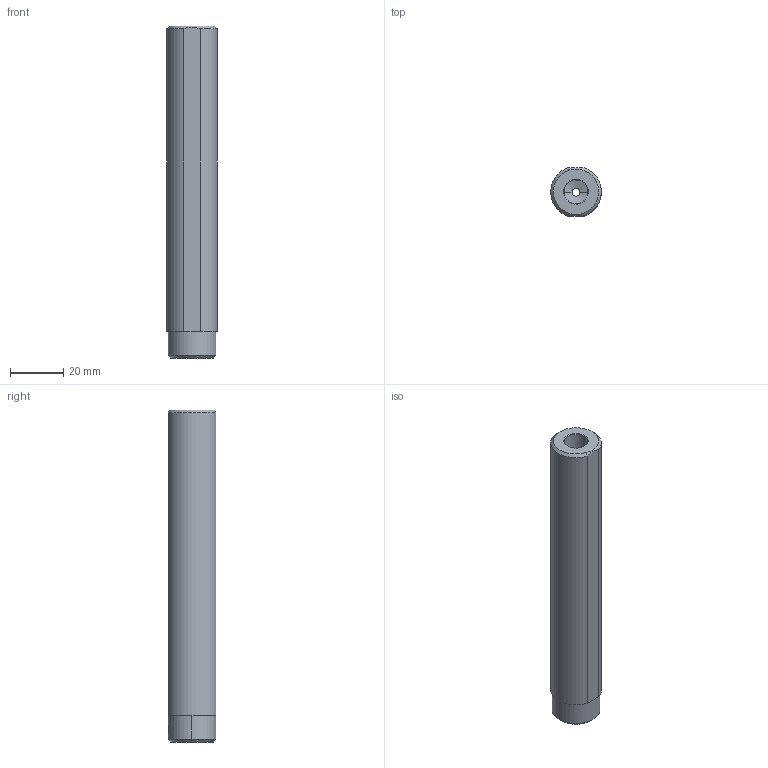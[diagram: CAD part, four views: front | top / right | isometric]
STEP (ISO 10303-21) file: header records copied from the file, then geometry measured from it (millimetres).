
FILE_DESCRIPTION(/* description */ (''),/* implementation_level */ '2;1');
FILE_NAME(/* name */ 'RBH19030N.stp',/* time_stamp */ '2022-02-03T10:27:53+09:00',/* author */ (''),/* organization */ (''),/* preprocessor_version */ 'ST-DEVELOPER v16',/* originating_system */ 'SIEMENS PLM Software NX 10.0',/* authorisation */ '');
FILE_SCHEMA (('AUTOMOTIVE_DESIGN { 1 0 10303 214 3 1 1 1 }'));
Length unit declared in the file: millimetre
Products named in the file (1): RBH19030N_ASM
Bounding box: 19.02 x 18 x 125 mm (x, y, z)
Volume: 28478.8 mm3; surface area: 11354.5 mm2
Topology: 4 solids, 4 shells, 87 faces, 205 edges, 132 vertices
Faces by surface type: cone 34, plane 33, cylinder 20
Entity records: 2865 total; most frequent: CARTESIAN_POINT 647, DIRECTION 470, ORIENTED_EDGE 410, EDGE_CURVE 205, AXIS2_PLACEMENT_3D 181, VERTEX_POINT 129, LINE 108, VECTOR 108
